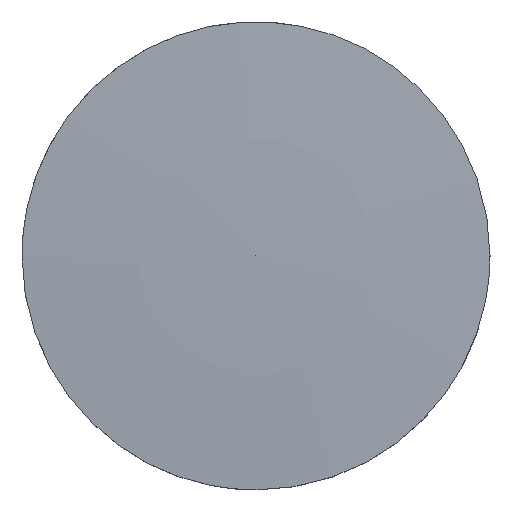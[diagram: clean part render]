
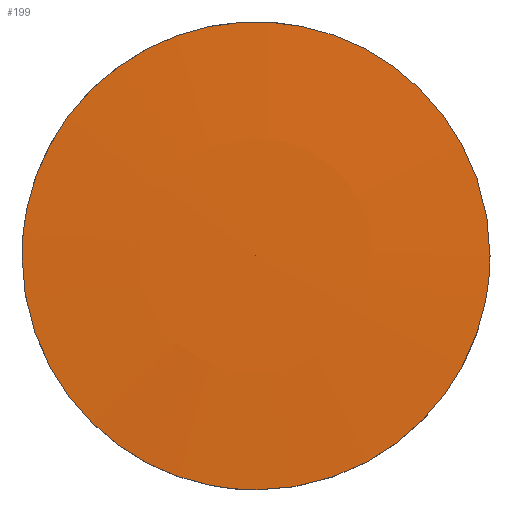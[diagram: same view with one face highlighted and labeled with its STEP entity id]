
A CAD part, top view. The second image highlights one B-rep face of the part: STEP entity #199.
In plain terms, the highlighted spherical face has radius 500 mm.
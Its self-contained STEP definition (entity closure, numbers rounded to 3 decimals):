
#18 = FACE_OUTER_BOUND ( 'NONE', #608, .T. ) ;
#75 = VERTEX_POINT ( 'NONE', #336 ) ;
#81 = CARTESIAN_POINT ( 'NONE',  ( 0., 25., 18.775 ) ) ;
#93 = CARTESIAN_POINT ( 'NONE',  ( 25., -25., 18.775 ) ) ;
#130 = ORIENTED_EDGE ( 'NONE', *, *, #530, .T. ) ;
#135 = CARTESIAN_POINT ( 'NONE',  ( -25., 0., 18.775 ) ) ;
#139 =( BOUNDED_CURVE ( )  B_SPLINE_CURVE ( 2, ( #135, #471, #522, #93, #239 ),
 .UNSPECIFIED., .F., .F. ) 
 B_SPLINE_CURVE_WITH_KNOTS ( ( 3, 2, 3 ),
 ( 3.142, 4.712, 6.283 ),
 .UNSPECIFIED. ) 
 CURVE ( )  GEOMETRIC_REPRESENTATION_ITEM ( )  RATIONAL_B_SPLINE_CURVE ( ( 1., 0.707, 1., 0.707, 1. ) ) 
 REPRESENTATION_ITEM ( '' )  );
#169 =( BOUNDED_CURVE ( )  B_SPLINE_CURVE ( 2, ( #315, #202, #81, #626, #249 ),
 .UNSPECIFIED., .F., .F. ) 
 B_SPLINE_CURVE_WITH_KNOTS ( ( 3, 2, 3 ),
 ( 0., 1.571, 3.142 ),
 .UNSPECIFIED. ) 
 CURVE ( )  GEOMETRIC_REPRESENTATION_ITEM ( )  RATIONAL_B_SPLINE_CURVE ( ( 1., 0.707, 1., 0.707, 1. ) ) 
 REPRESENTATION_ITEM ( '' )  );
#199 = ADVANCED_FACE ( 'NONE', ( #18 ), #447, .T. ) ;
#202 = CARTESIAN_POINT ( 'NONE',  ( 25., 25., 18.775 ) ) ;
#239 = CARTESIAN_POINT ( 'NONE',  ( 25., 0., 18.775 ) ) ;
#249 = CARTESIAN_POINT ( 'NONE',  ( -25., 0., 18.775 ) ) ;
#315 = CARTESIAN_POINT ( 'NONE',  ( 25., 0., 18.775 ) ) ;
#336 = CARTESIAN_POINT ( 'NONE',  ( 25., 0., 18.775 ) ) ;
#394 = DIRECTION ( 'NONE',  ( 0., -1., 0. ) ) ;
#403 = VERTEX_POINT ( 'NONE', #565 ) ;
#447 = SPHERICAL_SURFACE ( 'NONE', #586, 500. ) ;
#471 = CARTESIAN_POINT ( 'NONE',  ( -25., -25., 18.775 ) ) ;
#473 = EDGE_CURVE ( 'NONE', #403, #75, #139, .T. ) ;
#505 = ORIENTED_EDGE ( 'NONE', *, *, #473, .T. ) ;
#522 = CARTESIAN_POINT ( 'NONE',  ( 0., -25., 18.775 ) ) ;
#530 = EDGE_CURVE ( 'NONE', #75, #403, #169, .T. ) ;
#546 = DIRECTION ( 'NONE',  ( 0., 0., 1. ) ) ;
#565 = CARTESIAN_POINT ( 'NONE',  ( -25., 0., 18.775 ) ) ;
#586 = AXIS2_PLACEMENT_3D ( 'NONE', #598, #546, #394 ) ;
#598 = CARTESIAN_POINT ( 'NONE',  ( 0., 0., -480.6 ) ) ;
#608 = EDGE_LOOP ( 'NONE', ( #130, #505 ) ) ;
#626 = CARTESIAN_POINT ( 'NONE',  ( -25., 25., 18.775 ) ) ;
